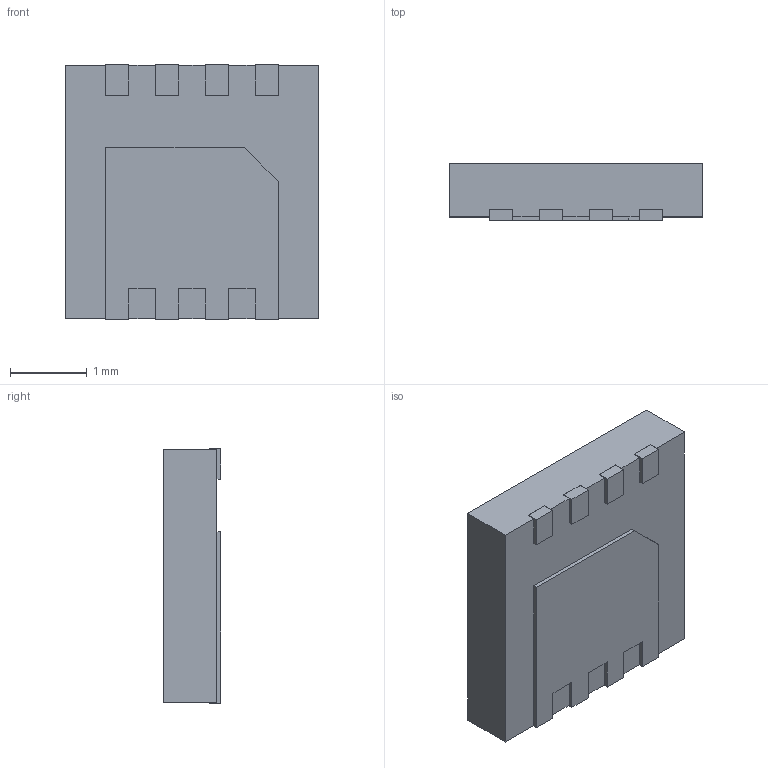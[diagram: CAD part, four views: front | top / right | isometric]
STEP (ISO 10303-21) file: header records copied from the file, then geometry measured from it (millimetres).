
FILE_DESCRIPTION (( 'STEP AP214' ), '1' );
FILE_NAME ('AA3EFDF8-4EE8-43E0-8664-114EAE8424A8.STEP', '2022-07-02T21:40:54', ( '' ), ( '' ), 'SwSTEP 2.0', 'SolidWorks 2022', '' );
FILE_SCHEMA (( 'AUTOMOTIVE_DESIGN' ));
Length unit declared in the file: millimetre
Products named in the file (1): AA3EFDF8-4EE8-43E0-8664-114EAE8424A8
Bounding box: 3.3 x 0.75 x 3.32 mm (x, y, z)
Volume: 7.9 mm3; surface area: 32 mm2
Topology: 1 solids, 1 shells, 190 faces, 528 edges, 352 vertices
Faces by surface type: plane 117, bspline 71, cylinder 2
Entity records: 11486 total; most frequent: CARTESIAN_POINT 4974, ORIENTED_EDGE 1056, DIRECTION 630, EDGE_CURVE 528, VECTOR 382, LINE 382, VERTEX_POINT 352, EDGE_LOOP 202
